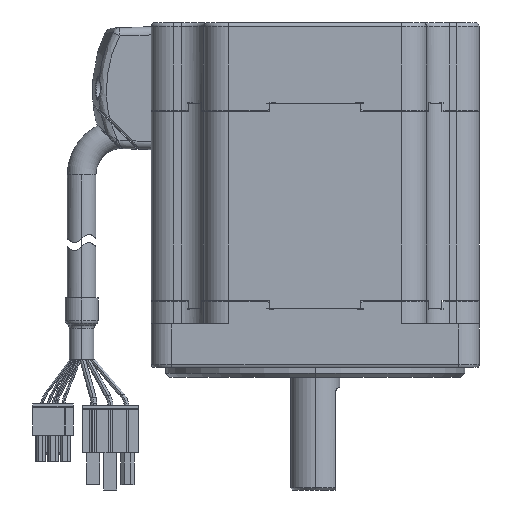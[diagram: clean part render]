
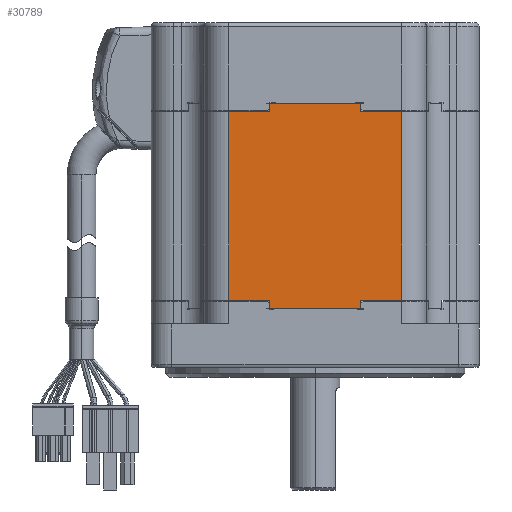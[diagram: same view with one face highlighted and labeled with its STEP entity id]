
A CAD part, front view. The second image highlights one B-rep face of the part: STEP entity #30789.
In plain terms, the highlighted planar face has unit normal (0, -1, 0).
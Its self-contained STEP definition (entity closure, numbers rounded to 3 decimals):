
#3181 = VERTEX_POINT ( 'NONE', #6039 ) ;
#6039 = CARTESIAN_POINT ( 'NONE',  ( 21.121, -40., 2. ) ) ;
#16580 = DIRECTION ( 'NONE',  ( 1., 0., 0. ) ) ;
#16581 = VECTOR ( 'NONE', #16580, 1000. ) ;
#16582 = CARTESIAN_POINT ( 'NONE',  ( -0.75, -40., 50. ) ) ;
#16583 = LINE ( 'NONE', #16582, #16581 ) ;
#17899 = PLANE ( 'NONE',  #17964 ) ;
#17900 = FACE_OUTER_BOUND ( 'NONE', #30771, .T. ) ;
#17942 = CARTESIAN_POINT ( 'NONE',  ( 11.057, -40., 0. ) ) ;
#17961 = DIRECTION ( 'NONE',  ( -1., 0., 0. ) ) ;
#17962 = DIRECTION ( 'NONE',  ( 0., 1., 0. ) ) ;
#17963 = CARTESIAN_POINT ( 'NONE',  ( 24.674, -40., 50. ) ) ;
#17964 = AXIS2_PLACEMENT_3D ( 'NONE', #17963, #17962, #17961 ) ;
#17965 = LINE ( 'NONE', #17971, #18020 ) ;
#17971 = CARTESIAN_POINT ( 'NONE',  ( 24.674, -40., 48. ) ) ;
#17972 = CARTESIAN_POINT ( 'NONE',  ( 11.057, -40., 2. ) ) ;
#17986 = DIRECTION ( 'NONE',  ( 0., 0., -1. ) ) ;
#17987 = VECTOR ( 'NONE', #17986, 1000. ) ;
#17988 = CARTESIAN_POINT ( 'NONE',  ( 11.057, -40., 2. ) ) ;
#17993 = LINE ( 'NONE', #17988, #17987 ) ;
#18018 = CARTESIAN_POINT ( 'NONE',  ( 11.057, -40., 48. ) ) ;
#18019 = DIRECTION ( 'NONE',  ( 1., 0., 0. ) ) ;
#18020 = VECTOR ( 'NONE', #18019, 1000. ) ;
#18028 = DIRECTION ( 'NONE',  ( 0., 0., -1. ) ) ;
#18029 = VECTOR ( 'NONE', #18028, 1000. ) ;
#18030 = CARTESIAN_POINT ( 'NONE',  ( 11.057, -40., 48. ) ) ;
#18031 = LINE ( 'NONE', #18030, #18029 ) ;
#18058 = CARTESIAN_POINT ( 'NONE',  ( -11.057, -40., 48. ) ) ;
#18113 = DIRECTION ( 'NONE',  ( 0., 0., 1. ) ) ;
#18114 = VECTOR ( 'NONE', #18113, 1000. ) ;
#18115 = CARTESIAN_POINT ( 'NONE',  ( -11.057, -40., 2. ) ) ;
#18117 = LINE ( 'NONE', #18115, #18114 ) ;
#18118 = CARTESIAN_POINT ( 'NONE',  ( -11.057, -40., 2. ) ) ;
#18119 = CARTESIAN_POINT ( 'NONE',  ( -11.057, -40., 0. ) ) ;
#18131 = CARTESIAN_POINT ( 'NONE',  ( -21.121, -40., 48. ) ) ;
#18164 = DIRECTION ( 'NONE',  ( -1., 0., 0. ) ) ;
#18165 = VECTOR ( 'NONE', #18164, 1000. ) ;
#18167 = CARTESIAN_POINT ( 'NONE',  ( 24.674, -40., 2. ) ) ;
#18168 = LINE ( 'NONE', #18167, #18165 ) ;
#18197 = CARTESIAN_POINT ( 'NONE',  ( -21.121, -40., 2. ) ) ;
#18203 = DIRECTION ( 'NONE',  ( -1., 0., 0. ) ) ;
#18204 = VECTOR ( 'NONE', #18203, 1000. ) ;
#18205 = CARTESIAN_POINT ( 'NONE',  ( 24.674, -40., 2. ) ) ;
#18206 = LINE ( 'NONE', #18205, #18204 ) ;
#18253 = CARTESIAN_POINT ( 'NONE',  ( -11.057, -40., 50. ) ) ;
#18255 = DIRECTION ( 'NONE',  ( 1., 0., 0. ) ) ;
#18256 = VECTOR ( 'NONE', #18255, 1000. ) ;
#18257 = CARTESIAN_POINT ( 'NONE',  ( 24.674, -40., 0. ) ) ;
#18258 = LINE ( 'NONE', #18257, #18256 ) ;
#18322 = DIRECTION ( 'NONE',  ( 0., 0., 1. ) ) ;
#18323 = VECTOR ( 'NONE', #18322, 1000. ) ;
#18324 = CARTESIAN_POINT ( 'NONE',  ( -11.057, -40., 48. ) ) ;
#18325 = LINE ( 'NONE', #18324, #18323 ) ;
#18416 = DIRECTION ( 'NONE',  ( 0., 0., 1. ) ) ;
#18417 = VECTOR ( 'NONE', #18416, 1000. ) ;
#18418 = CARTESIAN_POINT ( 'NONE',  ( -21.121, -40., 0. ) ) ;
#18419 = LINE ( 'NONE', #18418, #18417 ) ;
#18612 = DIRECTION ( 'NONE',  ( 1., 0., 0. ) ) ;
#18613 = VECTOR ( 'NONE', #18612, 1000. ) ;
#18614 = CARTESIAN_POINT ( 'NONE',  ( 24.674, -40., 48. ) ) ;
#18615 = LINE ( 'NONE', #18614, #18613 ) ;
#18836 = CARTESIAN_POINT ( 'NONE',  ( 21.121, -40., 48. ) ) ;
#18892 = CARTESIAN_POINT ( 'NONE',  ( 11.057, -40., 50. ) ) ;
#18893 = DIRECTION ( 'NONE',  ( 0., 0., 1. ) ) ;
#18894 = VECTOR ( 'NONE', #18893, 1000. ) ;
#18895 = CARTESIAN_POINT ( 'NONE',  ( 21.121, -40., 0. ) ) ;
#18896 = LINE ( 'NONE', #18895, #18894 ) ;
#30057 = EDGE_CURVE ( 'NONE', #30980, #31312, #16583, .T. ) ;
#30766 = ORIENTED_EDGE ( 'NONE', *, *, #30911, .F. ) ;
#30771 = EDGE_LOOP ( 'NONE', ( #30766, #30774, #30923, #30937, #30936, #30946, #30938, #30945, #30941, #30904, #30971, #30965 ) ) ;
#30774 = ORIENTED_EDGE ( 'NONE', *, *, #31311, .T. ) ;
#30789 = ADVANCED_FACE ( 'NONE', ( #17900 ), #17899, .F. ) ;
#30799 = VERTEX_POINT ( 'NONE', #17942 ) ;
#30809 = EDGE_CURVE ( 'NONE', #30814, #30799, #17993, .T. ) ;
#30814 = VERTEX_POINT ( 'NONE', #17972 ) ;
#30819 = EDGE_CURVE ( 'NONE', #30821, #31308, #17965, .T. ) ;
#30821 = VERTEX_POINT ( 'NONE', #18018 ) ;
#30839 = EDGE_CURVE ( 'NONE', #31312, #30821, #18031, .T. ) ;
#30868 = VERTEX_POINT ( 'NONE', #18058 ) ;
#30893 = VERTEX_POINT ( 'NONE', #18131 ) ;
#30902 = VERTEX_POINT ( 'NONE', #18119 ) ;
#30903 = VERTEX_POINT ( 'NONE', #18118 ) ;
#30904 = ORIENTED_EDGE ( 'NONE', *, *, #30908, .F. ) ;
#30908 = EDGE_CURVE ( 'NONE', #30902, #30903, #18117, .T. ) ;
#30911 = EDGE_CURVE ( 'NONE', #3181, #30814, #18168, .T. ) ;
#30922 = EDGE_CURVE ( 'NONE', #30903, #30929, #18206, .T. ) ;
#30923 = ORIENTED_EDGE ( 'NONE', *, *, #30819, .F. ) ;
#30929 = VERTEX_POINT ( 'NONE', #18197 ) ;
#30936 = ORIENTED_EDGE ( 'NONE', *, *, #30057, .F. ) ;
#30937 = ORIENTED_EDGE ( 'NONE', *, *, #30839, .F. ) ;
#30938 = ORIENTED_EDGE ( 'NONE', *, *, #31148, .F. ) ;
#30941 = ORIENTED_EDGE ( 'NONE', *, *, #30922, .F. ) ;
#30945 = ORIENTED_EDGE ( 'NONE', *, *, #31050, .F. ) ;
#30946 = ORIENTED_EDGE ( 'NONE', *, *, #31011, .F. ) ;
#30965 = ORIENTED_EDGE ( 'NONE', *, *, #30809, .F. ) ;
#30971 = ORIENTED_EDGE ( 'NONE', *, *, #30978, .T. ) ;
#30978 = EDGE_CURVE ( 'NONE', #30902, #30799, #18258, .T. ) ;
#30980 = VERTEX_POINT ( 'NONE', #18253 ) ;
#31011 = EDGE_CURVE ( 'NONE', #30868, #30980, #18325, .T. ) ;
#31050 = EDGE_CURVE ( 'NONE', #30929, #30893, #18419, .T. ) ;
#31148 = EDGE_CURVE ( 'NONE', #30893, #30868, #18615, .T. ) ;
#31308 = VERTEX_POINT ( 'NONE', #18836 ) ;
#31311 = EDGE_CURVE ( 'NONE', #3181, #31308, #18896, .T. ) ;
#31312 = VERTEX_POINT ( 'NONE', #18892 ) ;
